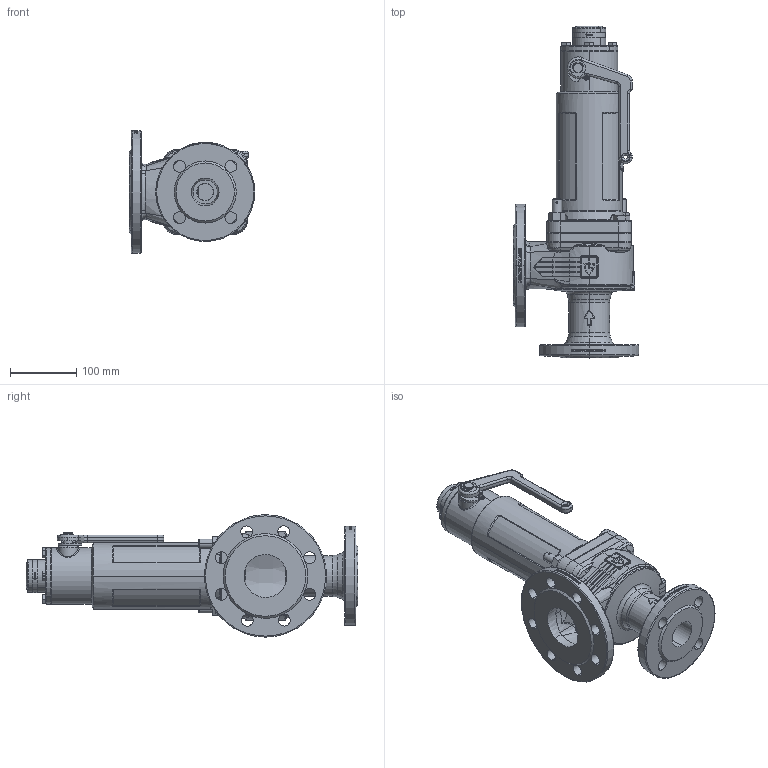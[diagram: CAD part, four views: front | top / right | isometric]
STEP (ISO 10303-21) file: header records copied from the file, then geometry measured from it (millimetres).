
FILE_DESCRIPTION (( 'STEP AP214' ), '1' );
FILE_NAME ('455TGFL_40_FLFL_4065_MD.STEP', '2020-07-13T13:01:31', ( '' ), ( '' ), 'SwSTEP 2.0', 'SolidWorks 2018', '' );
FILE_SCHEMA (( 'AUTOMOTIVE_DESIGN' ));
Length unit declared in the file: millimetre
Products named in the file (2): 455TGFL_40_FLFL_4065_MD
Bounding box: 190 x 502.5 x 185 mm (x, y, z)
Volume: 2114333.7 mm3; surface area: 599183.6 mm2
Topology: 22 solids, 22 shells, 2311 faces, 6252 edges, 4114 vertices
Faces by surface type: bspline 729, cylinder 580, plane 561, cone 256, torus 169, sphere 16
Entity records: 169475 total; most frequent: CARTESIAN_POINT 91141, ORIENTED_EDGE 12370, DIRECTION 9079, EDGE_CURVE 6185, VERTEX_POINT 4113, AXIS2_PLACEMENT_3D 3707, EDGE_LOOP 2604, B_SPLINE_CURVE_WITH_KNOTS 2335
